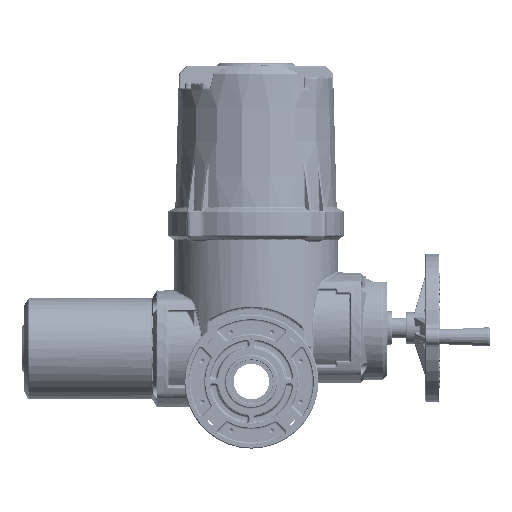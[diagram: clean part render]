
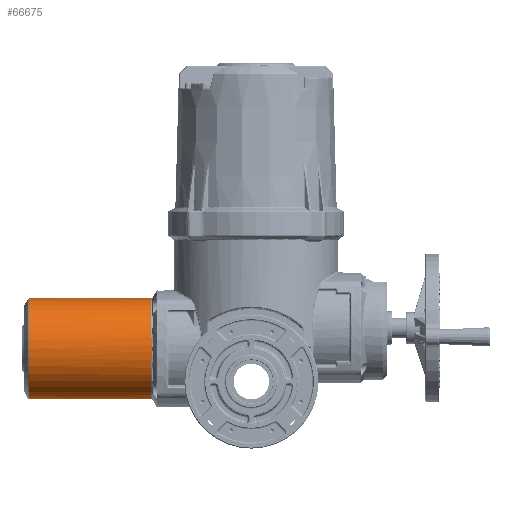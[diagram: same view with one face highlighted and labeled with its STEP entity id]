
A CAD part, front view. The second image highlights one B-rep face of the part: STEP entity #66675.
In plain terms, the highlighted cylindrical face has radius 54.5 mm (diameter 109 mm), a partial arc.
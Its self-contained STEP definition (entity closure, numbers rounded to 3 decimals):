
#1868=CYLINDRICAL_SURFACE('',#73657,54.5);
#4653=B_SPLINE_CURVE_WITH_KNOTS('',3,(#168654,#168655,#168656,#168657,#168658,
#168659,#168660,#168661,#168662,#168663,#168664,#168665,#168666,#168667,
#168668,#168669,#168670,#168671,#168672),.UNSPECIFIED.,.F.,.F.,(4,3,3,3,
3,3,4),(0.012,0.012,0.018,0.019,
0.019,0.022,0.025),.UNSPECIFIED.);
#4654=B_SPLINE_CURVE_WITH_KNOTS('',3,(#168676,#168677,#168678,#168679,#168680,
#168681,#168682,#168683,#168684,#168685,#168686,#168687,#168688,#168689,
#168690,#168691,#168692,#168693,#168694),.UNSPECIFIED.,.F.,.F.,(4,3,3,3,
3,3,4),(0.,0.003,0.006,0.012,0.019,
0.022,0.025),.UNSPECIFIED.);
#4655=B_SPLINE_CURVE_WITH_KNOTS('',3,(#168697,#168698,#168699,#168700,#168701,
#168702,#168703,#168704,#168705,#168706,#168707,#168708,#168709,#168710,
#168711,#168712),.UNSPECIFIED.,.F.,.F.,(4,3,3,3,3,4),(0.,0.003,
0.006,0.006,0.011,0.012),
 .UNSPECIFIED.);
#8904=CIRCLE('',#73658,54.5);
#8905=CIRCLE('',#73659,54.5);
#8906=CIRCLE('',#73660,54.5);
#14020=FACE_OUTER_BOUND('',#18540,.T.);
#18540=EDGE_LOOP('',(#54110,#54111,#54112,#54113,#54114,#54115,#54116,#54117));
#21913=LINE('',#166904,#24737);
#21914=LINE('',#166966,#24738);
#24737=VECTOR('',#88309,1000.);
#24738=VECTOR('',#88314,1000.);
#29419=VERTEX_POINT('',#166675);
#29420=VERTEX_POINT('',#166676);
#29492=VERTEX_POINT('',#166903);
#29497=VERTEX_POINT('',#166949);
#29618=VERTEX_POINT('',#168653);
#29619=VERTEX_POINT('',#168673);
#29620=VERTEX_POINT('',#168675);
#29621=VERTEX_POINT('',#168695);
#37919=EDGE_CURVE('',#29420,#29492,#21913,.T.);
#37925=EDGE_CURVE('',#29419,#29497,#21914,.T.);
#38125=EDGE_CURVE('',#29420,#29419,#8904,.T.);
#38126=EDGE_CURVE('',#29497,#29618,#4653,.T.);
#38127=EDGE_CURVE('',#29618,#29619,#8905,.T.);
#38128=EDGE_CURVE('',#29619,#29620,#4654,.T.);
#38129=EDGE_CURVE('',#29620,#29621,#8906,.T.);
#38130=EDGE_CURVE('',#29621,#29492,#4655,.T.);
#54110=ORIENTED_EDGE('',*,*,#37919,.F.);
#54111=ORIENTED_EDGE('',*,*,#38125,.T.);
#54112=ORIENTED_EDGE('',*,*,#37925,.T.);
#54113=ORIENTED_EDGE('',*,*,#38126,.T.);
#54114=ORIENTED_EDGE('',*,*,#38127,.T.);
#54115=ORIENTED_EDGE('',*,*,#38128,.T.);
#54116=ORIENTED_EDGE('',*,*,#38129,.T.);
#54117=ORIENTED_EDGE('',*,*,#38130,.T.);
#66675=ADVANCED_FACE('',(#14020),#1868,.T.);
#73657=AXIS2_PLACEMENT_3D('',#168651,#88709,#88710);
#73658=AXIS2_PLACEMENT_3D('',#168652,#88711,#88712);
#73659=AXIS2_PLACEMENT_3D('',#168674,#88713,#88714);
#73660=AXIS2_PLACEMENT_3D('',#168696,#88715,#88716);
#88309=DIRECTION('',(1.,0.,0.));
#88314=DIRECTION('',(1.,0.,0.));
#88709=DIRECTION('center_axis',(1.,0.,0.));
#88710=DIRECTION('ref_axis',(0.,0.,
-1.));
#88711=DIRECTION('center_axis',(1.,0.,0.));
#88712=DIRECTION('ref_axis',(0.,0.,
1.));
#88713=DIRECTION('center_axis',(-1.,0.,0.));
#88714=DIRECTION('ref_axis',(0.,0.,
1.));
#88715=DIRECTION('center_axis',(-1.,0.,0.));
#88716=DIRECTION('ref_axis',(0.,0.,
1.));
#166675=CARTESIAN_POINT('',(8.062,0.,-54.5));
#166676=CARTESIAN_POINT('',(8.062,0.,54.5));
#166903=CARTESIAN_POINT('',(140.153,0.,54.5));
#166904=CARTESIAN_POINT('',(244.309,0.,54.5));
#166949=CARTESIAN_POINT('',(140.153,0.,-54.5));
#166966=CARTESIAN_POINT('',(244.309,0.,-54.5));
#168651=CARTESIAN_POINT('Origin',(244.309,0.,0.));
#168652=CARTESIAN_POINT('Origin',(8.062,0.,0.));
#168653=CARTESIAN_POINT('',(140.,-12.333,-53.086));
#168654=CARTESIAN_POINT('Ctrl Pts',(140.153,0.,
-54.5));
#168655=CARTESIAN_POINT('Ctrl Pts',(140.153,-0.013,
-54.5));
#168656=CARTESIAN_POINT('Ctrl Pts',(140.153,-0.026,
-54.5));
#168657=CARTESIAN_POINT('Ctrl Pts',(140.153,-0.04,
-54.5));
#168658=CARTESIAN_POINT('Ctrl Pts',(140.153,-1.815,
-54.499));
#168659=CARTESIAN_POINT('Ctrl Pts',(140.131,-3.583,
-54.411));
#168660=CARTESIAN_POINT('Ctrl Pts',(140.1,-5.344,
-54.237));
#168661=CARTESIAN_POINT('Ctrl Pts',(140.095,-5.628,
-54.209));
#168662=CARTESIAN_POINT('Ctrl Pts',(140.09,-5.913,
-54.179));
#168663=CARTESIAN_POINT('Ctrl Pts',(140.085,-6.197,-54.147));
#168664=CARTESIAN_POINT('Ctrl Pts',(140.085,-6.204,
-54.146));
#168665=CARTESIAN_POINT('Ctrl Pts',(140.085,-6.21,-54.145));
#168666=CARTESIAN_POINT('Ctrl Pts',(140.085,-6.217,
-54.144));
#168667=CARTESIAN_POINT('Ctrl Pts',(140.065,-7.241,
-54.027));
#168668=CARTESIAN_POINT('Ctrl Pts',(140.045,-8.263,-53.88));
#168669=CARTESIAN_POINT('Ctrl Pts',(140.028,-9.283,
-53.704));
#168670=CARTESIAN_POINT('Ctrl Pts',(140.012,-10.302,
-53.527));
#168671=CARTESIAN_POINT('Ctrl Pts',(140.,-11.319,
-53.322));
#168672=CARTESIAN_POINT('Ctrl Pts',(140.,-12.333,-53.086));
#168673=CARTESIAN_POINT('',(140.,-53.086,-12.333));
#168674=CARTESIAN_POINT('Origin',(140.,0.,0.));
#168675=CARTESIAN_POINT('',(140.,-53.086,12.333));
#168676=CARTESIAN_POINT('Ctrl Pts',(140.,-53.086,-12.333));
#168677=CARTESIAN_POINT('Ctrl Pts',(140.,-53.322,-11.319));
#168678=CARTESIAN_POINT('Ctrl Pts',(140.012,-53.528,
-10.298));
#168679=CARTESIAN_POINT('Ctrl Pts',(140.029,-53.705,
-9.273));
#168680=CARTESIAN_POINT('Ctrl Pts',(140.045,-53.883,-8.247));
#168681=CARTESIAN_POINT('Ctrl Pts',(140.066,-54.03,-7.216));
#168682=CARTESIAN_POINT('Ctrl Pts',(140.085,-54.148,-6.182));
#168683=CARTESIAN_POINT('Ctrl Pts',(140.124,-54.384,
-4.115));
#168684=CARTESIAN_POINT('Ctrl Pts',(140.154,-54.501,
-2.03));
#168685=CARTESIAN_POINT('Ctrl Pts',(140.153,-54.5,
0.04));
#168686=CARTESIAN_POINT('Ctrl Pts',(140.153,-54.498,2.109));
#168687=CARTESIAN_POINT('Ctrl Pts',(140.123,-54.38,
4.168));
#168688=CARTESIAN_POINT('Ctrl Pts',(140.084,-54.144,
6.217));
#168689=CARTESIAN_POINT('Ctrl Pts',(140.065,-54.027,7.241));
#168690=CARTESIAN_POINT('Ctrl Pts',(140.045,-53.88,
8.263));
#168691=CARTESIAN_POINT('Ctrl Pts',(140.028,-53.704,
9.283));
#168692=CARTESIAN_POINT('Ctrl Pts',(140.012,-53.527,
10.302));
#168693=CARTESIAN_POINT('Ctrl Pts',(140.,-53.322,
11.319));
#168694=CARTESIAN_POINT('Ctrl Pts',(140.,-53.086,12.333));
#168695=CARTESIAN_POINT('',(140.,-12.333,53.086));
#168696=CARTESIAN_POINT('Origin',(140.,0.,0.));
#168697=CARTESIAN_POINT('Ctrl Pts',(140.,-12.333,53.086));
#168698=CARTESIAN_POINT('Ctrl Pts',(140.,-11.319,
53.322));
#168699=CARTESIAN_POINT('Ctrl Pts',(140.012,-10.298,53.528));
#168700=CARTESIAN_POINT('Ctrl Pts',(140.029,-9.273,
53.705));
#168701=CARTESIAN_POINT('Ctrl Pts',(140.045,-8.253,53.881));
#168702=CARTESIAN_POINT('Ctrl Pts',(140.066,-7.229,54.028));
#168703=CARTESIAN_POINT('Ctrl Pts',(140.085,-6.202,
54.146));
#168704=CARTESIAN_POINT('Ctrl Pts',(140.085,-6.195,
54.147));
#168705=CARTESIAN_POINT('Ctrl Pts',(140.085,-6.189,
54.147));
#168706=CARTESIAN_POINT('Ctrl Pts',(140.085,-6.182,
54.148));
#168707=CARTESIAN_POINT('Ctrl Pts',(140.115,-4.594,
54.33));
#168708=CARTESIAN_POINT('Ctrl Pts',(140.139,-2.994,54.441));
#168709=CARTESIAN_POINT('Ctrl Pts',(140.149,-1.399,54.482));
#168710=CARTESIAN_POINT('Ctrl Pts',(140.152,-0.932,
54.494));
#168711=CARTESIAN_POINT('Ctrl Pts',(140.153,-0.466,
54.5));
#168712=CARTESIAN_POINT('Ctrl Pts',(140.153,0.,
54.5));
